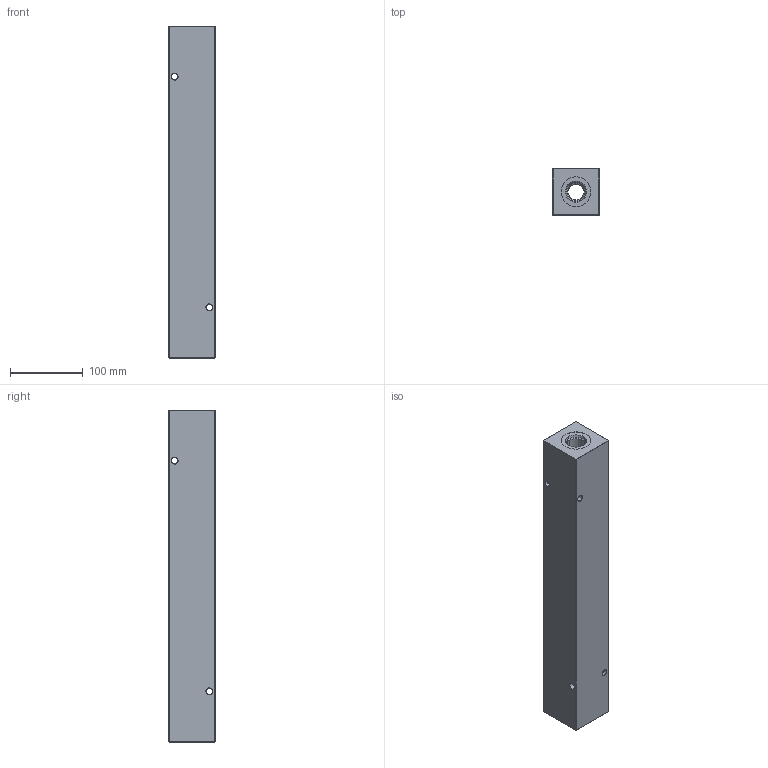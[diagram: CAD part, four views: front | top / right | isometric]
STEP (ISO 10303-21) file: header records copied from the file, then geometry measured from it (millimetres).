
FILE_DESCRIPTION (( 'STEP AP203' ), '1' );
FILE_NAME ('HM-7-90-S-12-8.STEP', '2020-11-09T22:52:12', ( '' ), ( '' ), 'SwSTEP 2.0', 'SolidWorks 2019', '' );
FILE_SCHEMA (( 'CONFIG_CONTROL_DESIGN' ));
Length unit declared in the file: inch
Products named in the file (1): HM-7-90-S-12-8
Bounding box: 63.5 x 63.5 x 457.2 mm (x, y, z)
Volume: 1566501.2 mm3; surface area: 171740.6 mm2
Topology: 1 solids, 1 shells, 672 faces, 1694 edges, 1068 vertices
Faces by surface type: plane 250, bspline 200, cone 112, cylinder 110
Entity records: 30793 total; most frequent: CARTESIAN_POINT 15886, ORIENTED_EDGE 3388, DIRECTION 2441, EDGE_CURVE 1694, VERTEX_POINT 1068, LINE 963, VECTOR 963, EDGE_LOOP 758
